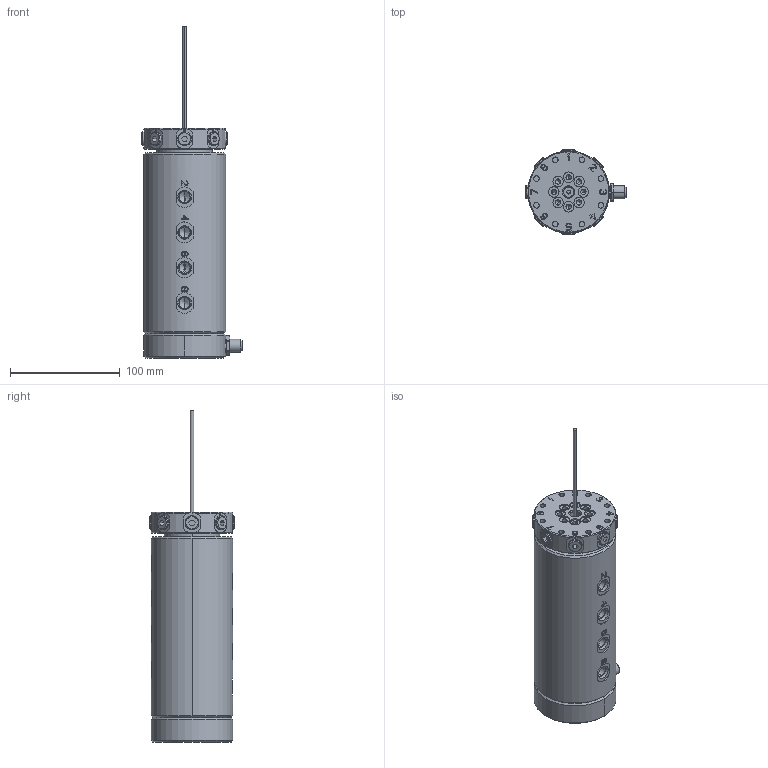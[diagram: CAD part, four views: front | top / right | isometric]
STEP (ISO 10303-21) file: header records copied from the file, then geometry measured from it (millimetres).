
FILE_DESCRIPTION((''),'2;1');
FILE_NAME('ILC32824801ES6A','2023-02-19T09:12:20',('Jweaver'),(''),'CREO PARAMETRIC BY PTC INC, 2021164','CREO PARAMETRIC BY PTC INC, 2021164','');
FILE_SCHEMA(('AUTOMOTIVE_DESIGN { 1 0 10303 214 1 1 1 1 }'));
Length unit declared in the file: inch
Products named in the file (1): ILC32824801ES6A
Bounding box: 91.11 x 77.64 x 302.41 mm (x, y, z)
Volume: 876207.9 mm3; surface area: 83410.8 mm2
Topology: 1 solids, 1 shells, 1277 faces, 3515 edges, 2322 vertices
Faces by surface type: plane 1019, cylinder 168, cone 90
Entity records: 42212 total; most frequent: CARTESIAN_POINT 8268, ORIENTED_EDGE 6966, DIRECTION 6260, EDGE_CURVE 3483, VECTOR 2795, LINE 2795, VERTEX_POINT 2322, AXIS2_PLACEMENT_3D 1731
